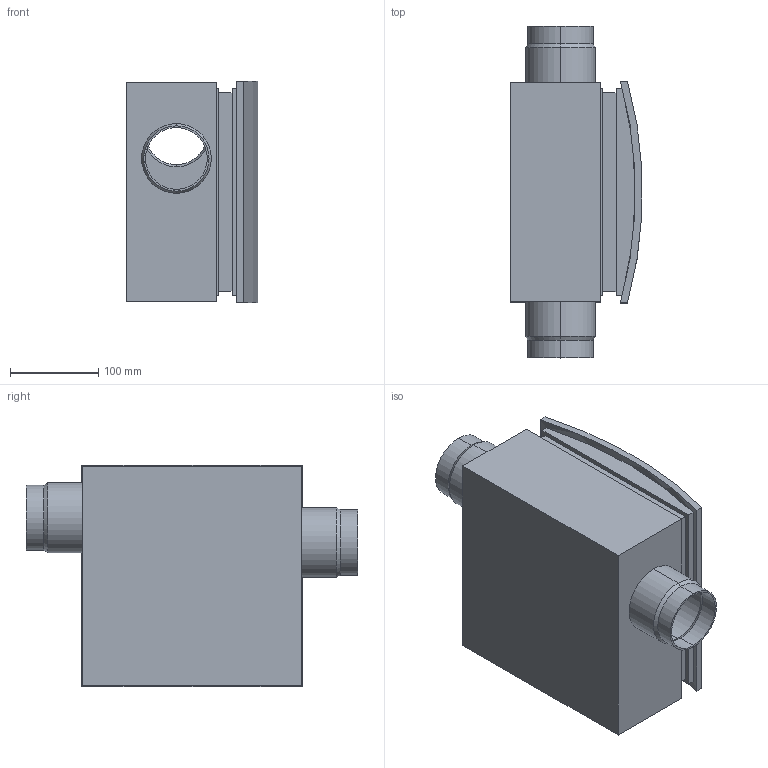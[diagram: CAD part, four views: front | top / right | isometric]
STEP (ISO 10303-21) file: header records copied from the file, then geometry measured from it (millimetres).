
FILE_DESCRIPTION (( 'STEP AP214' ), '1' );
FILE_NAME ('ER-UPB-U.step', '2009-07-15T17:33:07', ( 'Wolfgang Schmidt' ), ( 'WS-KO' ), 'SwSTEP 2.0', 'SolidWorks 2008', '' );
FILE_SCHEMA (( 'AUTOMOTIVE_DESIGN' ));
Length unit declared in the file: millimetre
Products named in the file (1): ER-UPB-U
Bounding box: 149.32 x 376 x 251 mm (x, y, z)
Volume: 2195920.5 mm3; surface area: 835082.5 mm2
Topology: 2 solids, 2 shells, 83 faces, 188 edges, 120 vertices
Faces by surface type: plane 51, cylinder 24, cone 8
Entity records: 2350 total; most frequent: DIRECTION 408, CARTESIAN_POINT 392, ORIENTED_EDGE 376, EDGE_CURVE 188, AXIS2_PLACEMENT_3D 136, VECTOR 136, LINE 136, VERTEX_POINT 120
